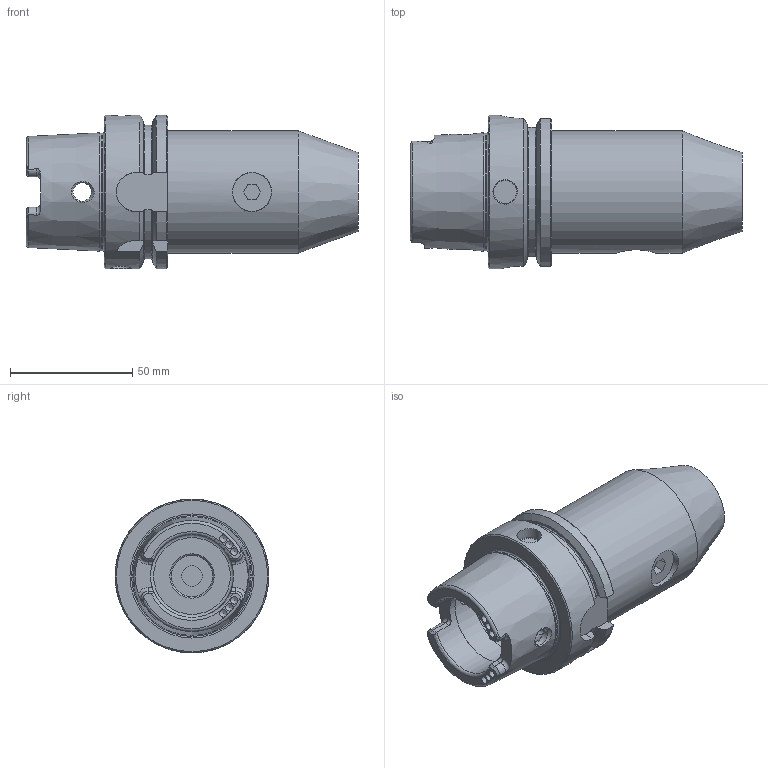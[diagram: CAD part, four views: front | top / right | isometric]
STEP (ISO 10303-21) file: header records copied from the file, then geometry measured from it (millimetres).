
FILE_DESCRIPTION( ( 'Unknown' ), '1' );
FILE_NAME( '256350100.stp', 'Unknown', ( 'Unknown' ), ( 'Unknown' ), 'PSStep 15.0.49', 'Unknown', ' ' );
FILE_SCHEMA( ( 'AUTOMOTIVE_DESIGN { 1 0 10303 214 1 1 1 1 }' ) );
Length unit declared in the file: millimetre
Products named in the file (1): 1
Bounding box: 136 x 63 x 63 mm (x, y, z)
Volume: 218081 mm3; surface area: 33911.9 mm2
Topology: 1 solids, 1 shells, 142 faces, 380 edges, 245 vertices
Faces by surface type: plane 53, cylinder 39, cone 31, torus 19
Full cylindrical faces by diameter (mm): 3 x6, 7.5 x2, 8.4 x1, 8.5 x1, 10 x1, 16 x1, 16.917 x1, 20 x1, 34 x2, 40 x1, 48.129 x1, 50 x1, 63 x1
Entity records: 6151 total; most frequent: CARTESIAN_POINT 1869, DIRECTION 618, ORIENTED_EDGE 614, EDGE_CURVE 307, AXIS2_PLACEMENT_3D 255, VERTEX_POINT 225, EDGE_LOOP 197, FACE_OUTER_BOUND 169
